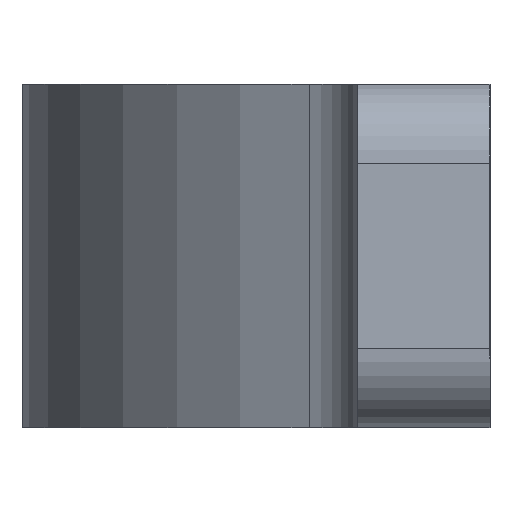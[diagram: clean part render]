
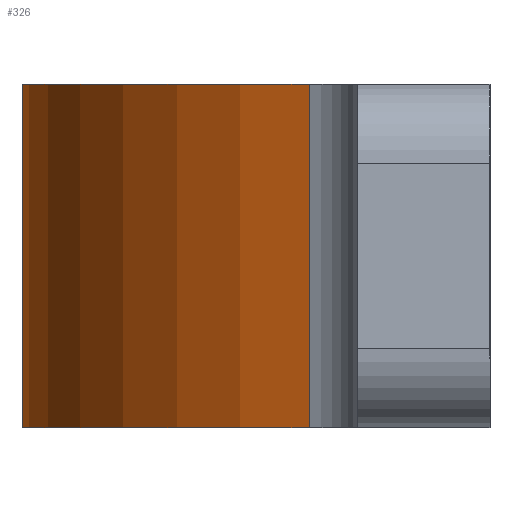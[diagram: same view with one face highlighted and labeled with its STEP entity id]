
A CAD part, left-side view. The second image highlights one B-rep face of the part: STEP entity #326.
In plain terms, the highlighted cylindrical face has radius 17.7 mm (diameter 35.4 mm), a partial arc.
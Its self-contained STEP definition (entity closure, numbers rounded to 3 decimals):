
#209=CARTESIAN_POINT('Vertex',(-16.325,6.841,13.)) ;
#212=CARTESIAN_POINT('Line Origine',(-16.325,6.841,6.5)) ;
#216=CARTESIAN_POINT('Vertex',(-16.325,6.841,0.)) ;
#271=CARTESIAN_POINT('Axis2P3D Location',(0.,0.,0.)) ;
#275=CARTESIAN_POINT('Vertex',(16.325,6.841,0.)) ;
#303=CARTESIAN_POINT('Axis2P3D Location',(0.,0.,6.5)) ;
#308=CARTESIAN_POINT('Axis2P3D Location',(0.,0.,13.)) ;
#312=CARTESIAN_POINT('Vertex',(16.325,6.841,13.)) ;
#315=CARTESIAN_POINT('Line Origine',(16.325,6.841,6.5)) ;
#213=DIRECTION('Vector Direction',(0.,0.,1.)) ;
#272=DIRECTION('Axis2P3D Direction',(0.,0.,1.)) ;
#304=DIRECTION('Axis2P3D Direction',(0.,0.,1.)) ;
#305=DIRECTION('Axis2P3D XDirection',(0.959,0.282,0.)) ;
#309=DIRECTION('Axis2P3D Direction',(0.,0.,1.)) ;
#316=DIRECTION('Vector Direction',(0.,0.,1.)) ;
#273=AXIS2_PLACEMENT_3D('Circle Axis2P3D',#271,#272,$) ;
#306=AXIS2_PLACEMENT_3D('Cylinder Axis2P3D',#303,#304,#305) ;
#310=AXIS2_PLACEMENT_3D('Circle Axis2P3D',#308,#309,$) ;
#321=ORIENTED_EDGE('',*,*,#314,.F.) ;
#322=ORIENTED_EDGE('',*,*,#319,.T.) ;
#323=ORIENTED_EDGE('',*,*,#277,.T.) ;
#324=ORIENTED_EDGE('',*,*,#218,.F.) ;
#214=VECTOR('Line Direction',#213,1.) ;
#317=VECTOR('Line Direction',#316,1.) ;
#326=ADVANCED_FACE('Corps principal',(#325),#307,.T.) ;
#274=CIRCLE('generated circle',#273,17.7) ;
#311=CIRCLE('generated circle',#310,17.7) ;
#307=CYLINDRICAL_SURFACE('generated cylinder',#306,17.7) ;
#218=EDGE_CURVE('',#210,#217,#215,.F.) ;
#277=EDGE_CURVE('',#276,#217,#274,.T.) ;
#314=EDGE_CURVE('',#313,#210,#311,.T.) ;
#319=EDGE_CURVE('',#313,#276,#318,.F.) ;
#320=EDGE_LOOP('',(#321,#322,#323,#324)) ;
#325=FACE_OUTER_BOUND('',#320,.T.) ;
#215=LINE('Line',#212,#214) ;
#318=LINE('Line',#315,#317) ;
#210=VERTEX_POINT('',#209) ;
#217=VERTEX_POINT('',#216) ;
#276=VERTEX_POINT('',#275) ;
#313=VERTEX_POINT('',#312) ;
